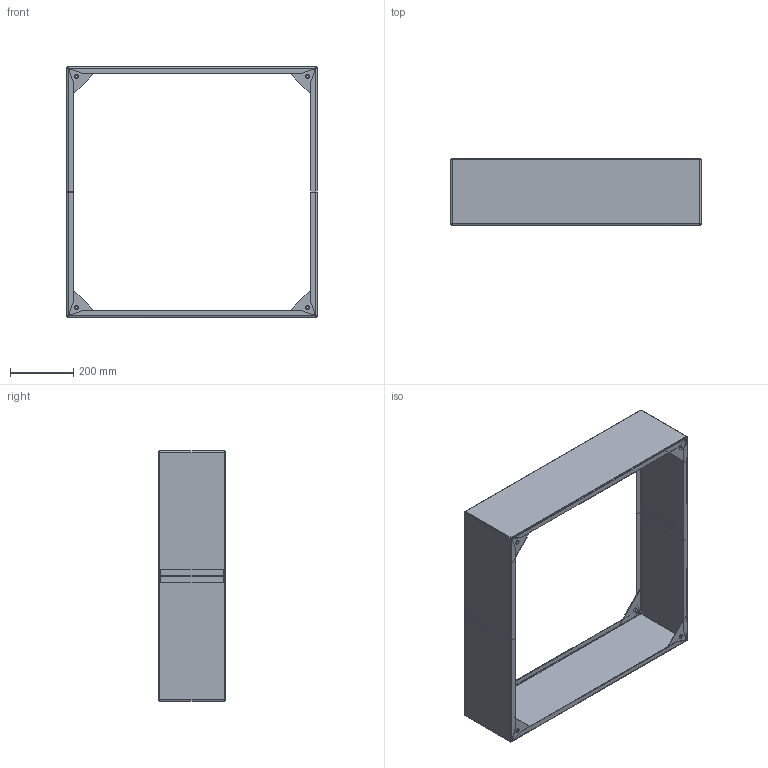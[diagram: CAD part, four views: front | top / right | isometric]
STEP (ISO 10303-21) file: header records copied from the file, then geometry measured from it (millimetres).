
FILE_DESCRIPTION (( 'STEP AP203' ), '1' );
FILE_NAME ('1DP6301_D 63.STEP', '2022-02-22T12:54:37', ( '' ), ( '' ), 'SwSTEP 2.0', 'SolidWorks 2018', '' );
FILE_SCHEMA (( 'CONFIG_CONTROL_DESIGN' ));
Length unit declared in the file: millimetre
Products named in the file (5): Semitelaio distanziale QC-D63; Giunto distanziale QC-D63; 1DP6301_D 63; Squadretta distanziale QC-D63; 5DA6004-Inserto-H-Esag-T-Rid-M8
Assembly tree (20 placements, depth 2):
  1DP6301_D 63
    Semitelaio distanziale QC-D63  x2
    Squadretta distanziale QC-D63  x8
    Giunto distanziale QC-D63  x2
    5DA6004-Inserto-H-Esag-T-Rid-M8  x8
Bounding box: 790 x 210 x 790 mm (x, y, z)
Volume: 1628801.9 mm3; surface area: 1655299.4 mm2
Topology: 20 solids, 20 shells, 552 faces, 1288 edges, 784 vertices
Faces by surface type: plane 272, cylinder 168, cone 80, bspline 32
Entity records: 5286 total; most frequent: CARTESIAN_POINT 1170, ORIENTED_EDGE 658, DIRECTION 645, EDGE_CURVE 329, AXIS2_PLACEMENT_3D 233, VERTEX_POINT 194, LINE 179, VECTOR 179
